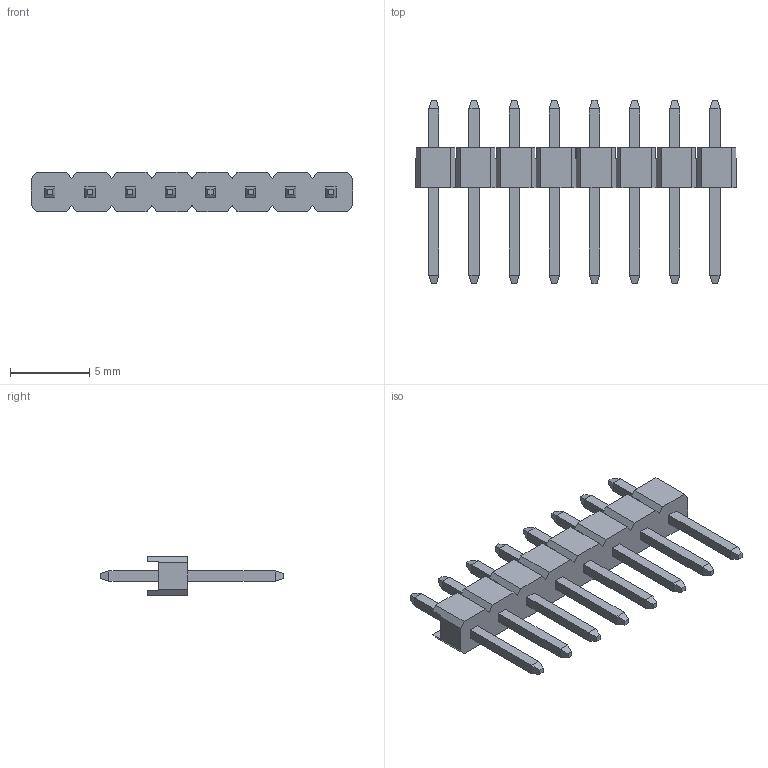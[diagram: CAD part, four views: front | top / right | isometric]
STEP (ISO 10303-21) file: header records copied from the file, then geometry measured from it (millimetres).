
FILE_DESCRIPTION(('STEP AP214'),'1');
FILE_NAME(' ',' ',('TraceParts'),('TraceParts S.A.'),'XStep 1.0',' ',' ');
FILE_SCHEMA(('automotive_design'));
Length unit declared in the file: millimetre
Products named in the file (1): 1
Bounding box: 20.32 x 11.6 x 2.5 mm (x, y, z)
Volume: 128.2 mm3; surface area: 438.3 mm2
Topology: 1 solids, 1 shells, 240 faces, 602 edges, 380 vertices
Faces by surface type: plane 240
Entity records: 13780 total; most frequent: CARTESIAN_POINT 1223, STYLED_ITEM 1222, PRESENTATION_STYLE_ASSIGNMENT 1222, COLOUR_RGB 1222, ORIENTED_EDGE 1204, DIRECTION 1084, EDGE_CURVE 602, CURVE_STYLE 602
